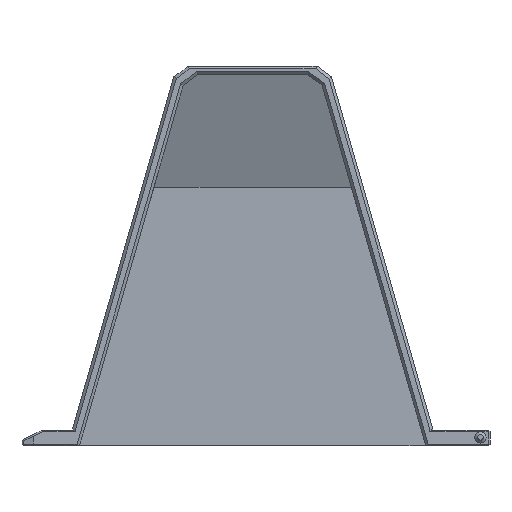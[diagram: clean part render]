
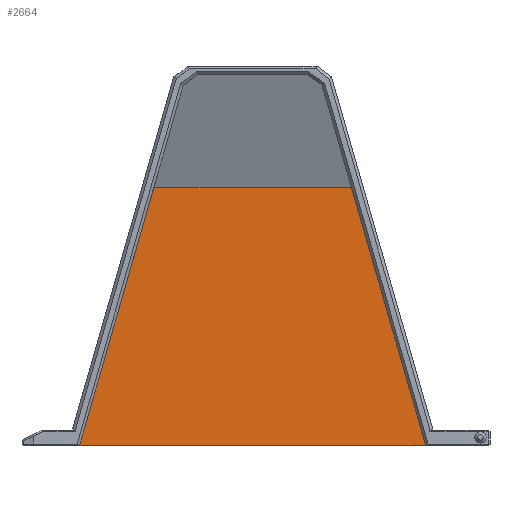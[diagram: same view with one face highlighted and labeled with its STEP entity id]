
A CAD part, left-side view. The second image highlights one B-rep face of the part: STEP entity #2664.
In plain terms, the highlighted planar face has unit normal (-1, 0, 0).
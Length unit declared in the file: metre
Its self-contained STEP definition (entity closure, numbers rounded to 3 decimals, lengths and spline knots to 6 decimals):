
#217=ORIENTED_EDGE('',*,*,#915,.T.);
#218=ORIENTED_EDGE('',*,*,#960,.T.);
#219=ORIENTED_EDGE('',*,*,#918,.T.);
#220=ORIENTED_EDGE('',*,*,#961,.T.);
#221=ORIENTED_EDGE('',*,*,#905,.F.);
#222=ORIENTED_EDGE('',*,*,#962,.T.);
#905=EDGE_CURVE('',#1280,#1281,#1508,.T.);
#915=EDGE_CURVE('',#1291,#1290,#1517,.T.);
#918=EDGE_CURVE('',#1293,#1294,#1520,.T.);
#960=EDGE_CURVE('',#1290,#1293,#1562,.T.);
#961=EDGE_CURVE('',#1294,#1281,#1563,.F.);
#962=EDGE_CURVE('',#1280,#1291,#1564,.F.);
#1280=VERTEX_POINT('',#3957);
#1281=VERTEX_POINT('',#3959);
#1290=VERTEX_POINT('',#3980);
#1291=VERTEX_POINT('',#3982);
#1293=VERTEX_POINT('',#3988);
#1294=VERTEX_POINT('',#3989);
#1508=LINE('',#3958,#1883);
#1517=LINE('',#3981,#1892);
#1520=LINE('',#3987,#1895);
#1562=LINE('',#4073,#1937);
#1563=LINE('',#4074,#1938);
#1564=LINE('',#4075,#1939);
#1883=VECTOR('',#3138,1.);
#1892=VECTOR('',#3155,1.);
#1895=VECTOR('',#3160,1.);
#1937=VECTOR('',#3228,1.);
#1938=VECTOR('',#3229,1.);
#1939=VECTOR('',#3230,1.);
#2168=EDGE_LOOP('',(#217,#218,#219,#220,#221,#222));
#2339=FACE_BOUND('',#2168,.T.);
#2502=PLANE('',#2843);
#2664=ADVANCED_FACE('',(#2339),#2502,.F.);
#2843=AXIS2_PLACEMENT_3D('',#4072,#3226,#3227);
#3138=DIRECTION('',(0.,1.,0.));
#3155=DIRECTION('',(0.,0.276,0.961));
#3160=DIRECTION('',(0.,0.276,-0.961));
#3226=DIRECTION('',(1.,0.,0.));
#3227=DIRECTION('',(0.,1.,0.));
#3228=DIRECTION('',(0.,1.,0.));
#3229=DIRECTION('',(0.,-0.799,0.602));
#3230=DIRECTION('',(0.,-0.799,-0.602));
#3957=CARTESIAN_POINT('',(-0.0005,-0.031008,0.));
#3958=CARTESIAN_POINT('',(-0.0005,0.,0.));
#3959=CARTESIAN_POINT('',(-0.0005,0.031008,0.));
#3980=CARTESIAN_POINT('',(-0.0005,-0.017552,0.046));
#3981=CARTESIAN_POINT('',(-0.0005,-0.021291,0.033));
#3982=CARTESIAN_POINT('',(-0.0005,-0.030719,0.000217));
#3987=CARTESIAN_POINT('',(-0.0005,0.021291,0.033));
#3988=CARTESIAN_POINT('',(-0.0005,0.017552,0.046));
#3989=CARTESIAN_POINT('',(-0.0005,0.030719,0.000217));
#4072=CARTESIAN_POINT('',(-0.0005,0.,0.033));
#4073=CARTESIAN_POINT('',(-0.0005,0.0098,0.046));
#4074=CARTESIAN_POINT('',(-0.0005,-0.004639,0.026839));
#4075=CARTESIAN_POINT('',(-0.0005,0.004639,0.026839));
